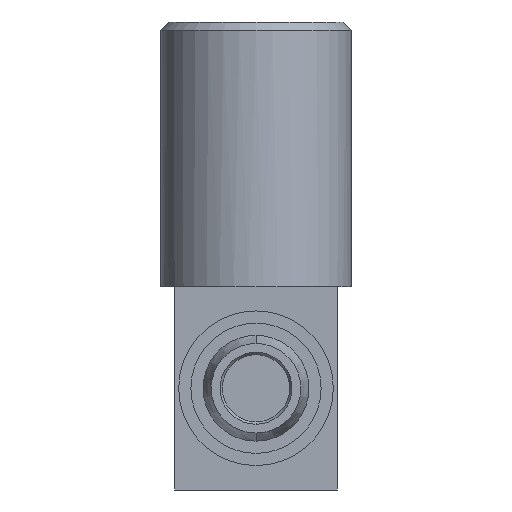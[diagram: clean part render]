
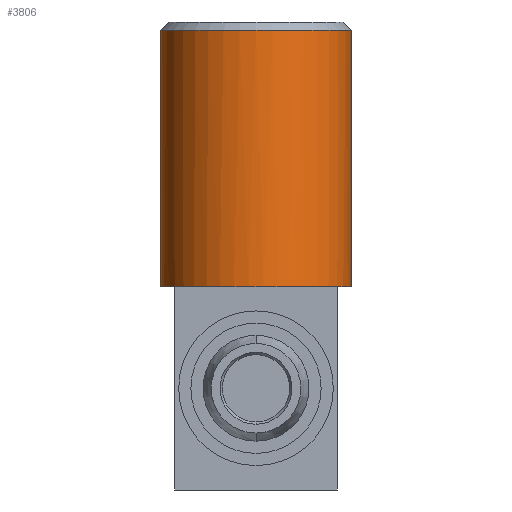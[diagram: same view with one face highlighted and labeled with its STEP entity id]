
A CAD part, front view. The second image highlights one B-rep face of the part: STEP entity #3806.
In plain terms, the highlighted cylindrical face has radius 2.34 mm (diameter 4.68 mm), a partial arc.
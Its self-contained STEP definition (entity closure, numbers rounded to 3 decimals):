
#42 = ORIENTED_EDGE ( 'NONE', *, *, #4025, .F. ) ;
#117 = CARTESIAN_POINT ( 'NONE',  ( 0., 0., -6.5 ) ) ;
#122 = CARTESIAN_POINT ( 'NONE',  ( 0., 0., -6.5 ) ) ;
#161 = CARTESIAN_POINT ( 'NONE',  ( 0., 0., -0.2 ) ) ;
#242 = CIRCLE ( 'NONE', #1016, 2.34 ) ;
#308 = CARTESIAN_POINT ( 'NONE',  ( 1.215, -2., -6.5 ) ) ;
#335 = EDGE_CURVE ( 'NONE', #3961, #2934, #5183, .T. ) ;
#380 = ORIENTED_EDGE ( 'NONE', *, *, #4926, .T. ) ;
#393 = VERTEX_POINT ( 'NONE', #3155 ) ;
#442 = DIRECTION ( 'NONE',  ( 1., 0., 0. ) ) ;
#526 = CIRCLE ( 'NONE', #2911, 2.34 ) ;
#533 = AXIS2_PLACEMENT_3D ( 'NONE', #3050, #869, #442 ) ;
#559 = DIRECTION ( 'NONE',  ( 1., 0., 0. ) ) ;
#565 = DIRECTION ( 'NONE',  ( -1., 0., 0. ) ) ;
#609 = DIRECTION ( 'NONE',  ( 1., 0., 0. ) ) ;
#723 = CARTESIAN_POINT ( 'NONE',  ( 2.34, 0., -0.2 ) ) ;
#815 = AXIS2_PLACEMENT_3D ( 'NONE', #3508, #903, #3924 ) ;
#869 = DIRECTION ( 'NONE',  ( 0., 0., 1. ) ) ;
#903 = DIRECTION ( 'NONE',  ( 0., 0., 1. ) ) ;
#1016 = AXIS2_PLACEMENT_3D ( 'NONE', #161, #3230, #609 ) ;
#1080 = EDGE_CURVE ( 'NONE', #393, #1296, #2140, .T. ) ;
#1227 = VERTEX_POINT ( 'NONE', #723 ) ;
#1296 = VERTEX_POINT ( 'NONE', #308 ) ;
#1387 = CARTESIAN_POINT ( 'NONE',  ( 0., 0., -6.5 ) ) ;
#1388 = CARTESIAN_POINT ( 'NONE',  ( 2.34, 0., 0. ) ) ;
#1437 = EDGE_CURVE ( 'NONE', #4583, #1227, #3339, .T. ) ;
#1562 = ORIENTED_EDGE ( 'NONE', *, *, #2212, .T. ) ;
#1669 = AXIS2_PLACEMENT_3D ( 'NONE', #2465, #3972, #4152 ) ;
#1822 = DIRECTION ( 'NONE',  ( -1., 0., 0. ) ) ;
#1850 = CARTESIAN_POINT ( 'NONE',  ( -1.215, -2., -6.5 ) ) ;
#2060 = VECTOR ( 'NONE', #2271, 1000. ) ;
#2136 = CARTESIAN_POINT ( 'NONE',  ( -2.34, 0., -0.2 ) ) ;
#2140 = CIRCLE ( 'NONE', #4531, 2.34 ) ;
#2212 = EDGE_CURVE ( 'NONE', #2675, #2934, #5583, .T. ) ;
#2271 = DIRECTION ( 'NONE',  ( 0., 0., 1. ) ) ;
#2435 = DIRECTION ( 'NONE',  ( 0., 0., 1. ) ) ;
#2465 = CARTESIAN_POINT ( 'NONE',  ( 0., 0., -6.5 ) ) ;
#2517 = CARTESIAN_POINT ( 'NONE',  ( -2.34, 0., -6.5 ) ) ;
#2562 = EDGE_CURVE ( 'NONE', #3961, #1296, #4279, .T. ) ;
#2605 = CARTESIAN_POINT ( 'NONE',  ( 2.34, 0., -6.5 ) ) ;
#2652 = ORIENTED_EDGE ( 'NONE', *, *, #1080, .F. ) ;
#2675 = VERTEX_POINT ( 'NONE', #2517 ) ;
#2739 = VERTEX_POINT ( 'NONE', #2136 ) ;
#2911 = AXIS2_PLACEMENT_3D ( 'NONE', #117, #3180, #559 ) ;
#2934 = VERTEX_POINT ( 'NONE', #3970 ) ;
#3050 = CARTESIAN_POINT ( 'NONE',  ( 0., 0., 0. ) ) ;
#3155 = CARTESIAN_POINT ( 'NONE',  ( 2., -1.215, -6.5 ) ) ;
#3160 = ORIENTED_EDGE ( 'NONE', *, *, #2562, .T. ) ;
#3180 = DIRECTION ( 'NONE',  ( 0., 0., 1. ) ) ;
#3188 = DIRECTION ( 'NONE',  ( 0., 0., -1. ) ) ;
#3189 = VECTOR ( 'NONE', #2435, 1000. ) ;
#3230 = DIRECTION ( 'NONE',  ( 0., 0., 1. ) ) ;
#3249 = EDGE_CURVE ( 'NONE', #2675, #2739, #5480, .T. ) ;
#3339 = LINE ( 'NONE', #1388, #2060 ) ;
#3460 = FACE_OUTER_BOUND ( 'NONE', #4673, .T. ) ;
#3508 = CARTESIAN_POINT ( 'NONE',  ( 0., 0., -6.5 ) ) ;
#3666 = ORIENTED_EDGE ( 'NONE', *, *, #3249, .F. ) ;
#3806 = ADVANCED_FACE ( 'NONE', ( #3460 ), #5203, .T. ) ;
#3924 = DIRECTION ( 'NONE',  ( 1., 0., 0. ) ) ;
#3961 = VERTEX_POINT ( 'NONE', #1850 ) ;
#3970 = CARTESIAN_POINT ( 'NONE',  ( -2., -1.215, -6.5 ) ) ;
#3972 = DIRECTION ( 'NONE',  ( 0., 0., 1. ) ) ;
#4025 = EDGE_CURVE ( 'NONE', #2739, #1227, #242, .T. ) ;
#4152 = DIRECTION ( 'NONE',  ( 1., 0., 0. ) ) ;
#4279 = CIRCLE ( 'NONE', #1669, 2.34 ) ;
#4394 = DIRECTION ( 'NONE',  ( 0., 0., -1. ) ) ;
#4405 = ORIENTED_EDGE ( 'NONE', *, *, #335, .F. ) ;
#4531 = AXIS2_PLACEMENT_3D ( 'NONE', #122, #3188, #565 ) ;
#4583 = VERTEX_POINT ( 'NONE', #2605 ) ;
#4604 = ORIENTED_EDGE ( 'NONE', *, *, #1437, .T. ) ;
#4673 = EDGE_LOOP ( 'NONE', ( #3666, #1562, #4405, #3160, #2652, #380, #4604, #42 ) ) ;
#4721 = AXIS2_PLACEMENT_3D ( 'NONE', #1387, #4394, #1822 ) ;
#4926 = EDGE_CURVE ( 'NONE', #393, #4583, #526, .T. ) ;
#5005 = CARTESIAN_POINT ( 'NONE',  ( -2.34, 0., 0. ) ) ;
#5183 = CIRCLE ( 'NONE', #4721, 2.34 ) ;
#5203 = CYLINDRICAL_SURFACE ( 'NONE', #533, 2.34 ) ;
#5480 = LINE ( 'NONE', #5005, #3189 ) ;
#5583 = CIRCLE ( 'NONE', #815, 2.34 ) ;
